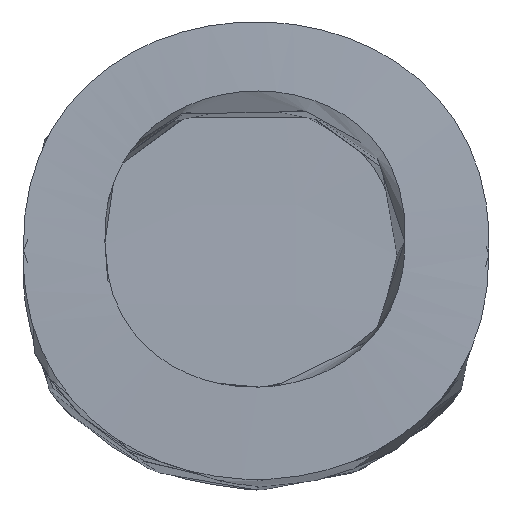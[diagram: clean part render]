
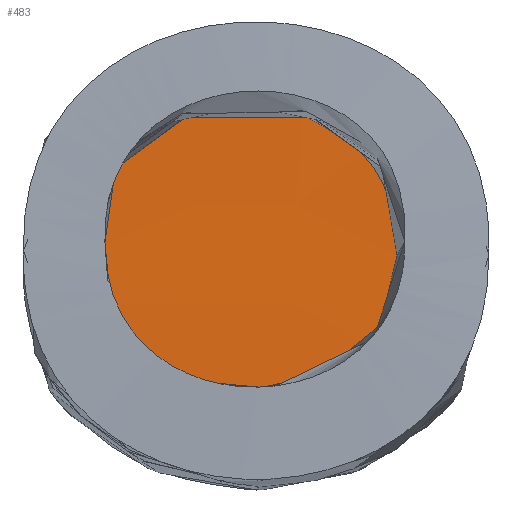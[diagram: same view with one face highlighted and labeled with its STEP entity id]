
A CAD part, top view. The second image highlights one B-rep face of the part: STEP entity #483.
In plain terms, the highlighted free-form (B-spline) face has degree [3, 3] with [4, 4] control points.
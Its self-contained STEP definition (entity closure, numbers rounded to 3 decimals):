
#167 = B_SPLINE_SURFACE_WITH_KNOTS('',3,3,(
    (#168,#169,#170,#171)
    ,(#172,#173,#174,#175)
    ,(#176,#177,#178,#179)
    ,(#180,#181,#182,#183
    )),.UNSPECIFIED.,.F.,.F.,.F.,(4,4),(4,4),(0.,1.),(0.,1.),
  .PIECEWISE_BEZIER_KNOTS.);
#168 = CARTESIAN_POINT('',(0.072,0.,
    0.998));
#169 = CARTESIAN_POINT('',(0.075,-0.001,
    0.644));
#170 = CARTESIAN_POINT('',(0.076,0.001,
    0.295));
#171 = CARTESIAN_POINT('',(0.075,-0.003,
    -0.061));
#172 = CARTESIAN_POINT('',(0.07,0.091,
    1.001));
#173 = CARTESIAN_POINT('',(0.072,0.099,
    0.649));
#174 = CARTESIAN_POINT('',(0.07,0.091,
    0.294));
#175 = CARTESIAN_POINT('',(0.071,0.094,
    -0.057));
#176 = CARTESIAN_POINT('',(-0.078,0.095,
    0.998));
#177 = CARTESIAN_POINT('',(-0.078,0.086,
    0.644));
#178 = CARTESIAN_POINT('',(-0.08,0.09,
    0.293));
#179 = CARTESIAN_POINT('',(-0.079,0.091,
    -0.061));
#180 = CARTESIAN_POINT('',(-0.076,-0.007,
    0.998));
#181 = CARTESIAN_POINT('',(-0.077,-0.002,
    0.645));
#182 = CARTESIAN_POINT('',(-0.073,-0.002,
    0.29));
#183 = CARTESIAN_POINT('',(-0.074,-0.006,
    -0.062));
#209 = B_SPLINE_SURFACE_WITH_KNOTS('',3,3,(
    (#210,#211,#212,#213)
    ,(#214,#215,#216,#217)
    ,(#218,#219,#220,#221)
    ,(#222,#223,#224,#225
    )),.UNSPECIFIED.,.F.,.F.,.F.,(4,4),(4,4),(0.,1.),(0.,1.),
  .PIECEWISE_BEZIER_KNOTS.);
#210 = CARTESIAN_POINT('',(-0.075,0.004,
    0.991));
#211 = CARTESIAN_POINT('',(-0.075,0.004,
    0.646));
#212 = CARTESIAN_POINT('',(-0.071,0.005,
    0.291));
#213 = CARTESIAN_POINT('',(-0.07,0.008,
    -0.057));
#214 = CARTESIAN_POINT('',(-0.074,-0.083,
    0.998));
#215 = CARTESIAN_POINT('',(-0.07,-0.087,
    0.642));
#216 = CARTESIAN_POINT('',(-0.076,-0.083,
    0.294));
#217 = CARTESIAN_POINT('',(-0.07,-0.086,
    -0.054));
#218 = CARTESIAN_POINT('',(0.066,-0.086,
    0.996));
#219 = CARTESIAN_POINT('',(0.07,-0.078,
    0.641));
#220 = CARTESIAN_POINT('',(0.068,-0.082,
    0.302));
#221 = CARTESIAN_POINT('',(0.068,-0.084,
    -0.055));
#222 = CARTESIAN_POINT('',(0.069,0.005,
    0.989));
#223 = CARTESIAN_POINT('',(0.07,-0.001,
    0.65));
#224 = CARTESIAN_POINT('',(0.074,0.005,
    0.292));
#225 = CARTESIAN_POINT('',(0.072,0.008,
    -0.053));
#387 = VERTEX_POINT('',#388);
#388 = CARTESIAN_POINT('',(-0.072,0.003,
    -0.056));
#411 = EDGE_CURVE('',#412,#387,#414,.T.);
#412 = VERTEX_POINT('',#413);
#413 = CARTESIAN_POINT('',(0.066,0.001,
    -0.057));
#414 = SURFACE_CURVE('',#415,(#420,#429),.PCURVE_S1.);
#415 = B_SPLINE_CURVE_WITH_KNOTS('',3,(#416,#417,#418,#419),
  .UNSPECIFIED.,.F.,.F.,(4,4),(0.,1.),.PIECEWISE_BEZIER_KNOTS.);
#416 = CARTESIAN_POINT('',(0.066,0.001,
    -0.057));
#417 = CARTESIAN_POINT('',(0.07,0.09,
    -0.056));
#418 = CARTESIAN_POINT('',(-0.073,0.093,
    -0.056));
#419 = CARTESIAN_POINT('',(-0.072,0.003,
    -0.056));
#420 = PCURVE('',#167,#421);
#421 = DEFINITIONAL_REPRESENTATION('',(#422),#428);
#422 = B_SPLINE_CURVE_WITH_KNOTS('',4,(#423,#424,#425,#426,#427),
  .UNSPECIFIED.,.F.,.F.,(5,5),(0.,1.),.PIECEWISE_BEZIER_KNOTS.);
#423 = CARTESIAN_POINT('',(0.017,0.996));
#424 = CARTESIAN_POINT('',(0.255,0.996));
#425 = CARTESIAN_POINT('',(0.513,0.996));
#426 = CARTESIAN_POINT('',(0.72,0.995));
#427 = CARTESIAN_POINT('',(0.969,0.995));
#428 = ( GEOMETRIC_REPRESENTATION_CONTEXT(2) 
PARAMETRIC_REPRESENTATION_CONTEXT() REPRESENTATION_CONTEXT('2D SPACE',''
  ) );
#429 = PCURVE('',#430,#447);
#430 = B_SPLINE_SURFACE_WITH_KNOTS('',3,3,(
    (#431,#432,#433,#434)
    ,(#435,#436,#437,#438)
    ,(#439,#440,#441,#442)
    ,(#443,#444,#445,#446
    )),.UNSPECIFIED.,.F.,.F.,.F.,(4,4),(4,4),(0.,1.),(0.,1.),
  .PIECEWISE_BEZIER_KNOTS.);
#431 = CARTESIAN_POINT('',(-0.073,-0.072,
    -0.056));
#432 = CARTESIAN_POINT('',(-0.073,-0.022,
    -0.056));
#433 = CARTESIAN_POINT('',(-0.073,0.025,
    -0.057));
#434 = CARTESIAN_POINT('',(-0.073,0.074,
    -0.057));
#435 = CARTESIAN_POINT('',(-0.025,-0.071,
    -0.056));
#436 = CARTESIAN_POINT('',(-0.025,-0.023,
    -0.055));
#437 = CARTESIAN_POINT('',(-0.024,0.027,
    -0.057));
#438 = CARTESIAN_POINT('',(-0.024,0.074,
    -0.056));
#439 = CARTESIAN_POINT('',(0.024,-0.071,
    -0.056));
#440 = CARTESIAN_POINT('',(0.024,-0.023,
    -0.056));
#441 = CARTESIAN_POINT('',(0.024,0.026,
    -0.056));
#442 = CARTESIAN_POINT('',(0.025,0.075,
    -0.057));
#443 = CARTESIAN_POINT('',(0.073,-0.072,
    -0.057));
#444 = CARTESIAN_POINT('',(0.073,-0.023,
    -0.056));
#445 = CARTESIAN_POINT('',(0.073,0.026,
    -0.056));
#446 = CARTESIAN_POINT('',(0.073,0.074,
    -0.057));
#447 = DEFINITIONAL_REPRESENTATION('',(#448),#454);
#448 = B_SPLINE_CURVE_WITH_KNOTS('',4,(#449,#450,#451,#452,#453),
  .UNSPECIFIED.,.F.,.F.,(5,5),(0.,1.),.PIECEWISE_BEZIER_KNOTS.);
#449 = CARTESIAN_POINT('',(0.951,0.496));
#450 = CARTESIAN_POINT('',(0.969,0.956));
#451 = CARTESIAN_POINT('',(0.484,1.115));
#452 = CARTESIAN_POINT('',(0.,0.977));
#453 = CARTESIAN_POINT('',(0.01,0.511));
#454 = ( GEOMETRIC_REPRESENTATION_CONTEXT(2) 
PARAMETRIC_REPRESENTATION_CONTEXT() REPRESENTATION_CONTEXT('2D SPACE',''
  ) );
#483 = ADVANCED_FACE('',(#484),#430,.T.);
#484 = FACE_BOUND('',#485,.T.);
#485 = EDGE_LOOP('',(#486,#529));
#486 = ORIENTED_EDGE('',*,*,#487,.T.);
#487 = EDGE_CURVE('',#387,#412,#488,.T.);
#488 = SURFACE_CURVE('',#489,(#494,#523),.PCURVE_S1.);
#489 = B_SPLINE_CURVE_WITH_KNOTS('',3,(#490,#491,#492,#493),
  .UNSPECIFIED.,.F.,.F.,(4,4),(0.,1.),.PIECEWISE_BEZIER_KNOTS.);
#490 = CARTESIAN_POINT('',(-0.072,0.003,
    -0.056));
#491 = CARTESIAN_POINT('',(-0.074,-0.088,
    -0.056));
#492 = CARTESIAN_POINT('',(0.068,-0.091,
    -0.057));
#493 = CARTESIAN_POINT('',(0.066,0.001,
    -0.057));
#494 = PCURVE('',#430,#495);
#495 = DEFINITIONAL_REPRESENTATION('',(#496),#522);
#496 = B_SPLINE_CURVE_WITH_KNOTS('',3,(#497,#498,#499,#500,#501,#502,
    #503,#504,#505,#506,#507,#508,#509,#510,#511,#512,#513,#514,#515,
    #516,#517,#518,#519,#520,#521),.UNSPECIFIED.,.F.,.F.,(4,1,1,1,1,1,1,
    1,1,1,1,1,1,1,1,1,1,1,1,1,1,1,4),(0.,0.045,
    0.091,0.136,0.182,0.227,
    0.273,0.318,0.364,0.409,
    0.455,0.5,0.545,0.591,0.636,
    0.682,0.727,0.773,0.818,
    0.864,0.909,0.955,1.),
  .QUASI_UNIFORM_KNOTS.);
#497 = CARTESIAN_POINT('',(0.01,0.511));
#498 = CARTESIAN_POINT('',(0.009,0.482));
#499 = CARTESIAN_POINT('',(0.012,0.428));
#500 = CARTESIAN_POINT('',(0.027,0.354));
#501 = CARTESIAN_POINT('',(0.052,0.288));
#502 = CARTESIAN_POINT('',(0.086,0.229));
#503 = CARTESIAN_POINT('',(0.128,0.178));
#504 = CARTESIAN_POINT('',(0.177,0.135));
#505 = CARTESIAN_POINT('',(0.231,0.099));
#506 = CARTESIAN_POINT('',(0.29,0.071));
#507 = CARTESIAN_POINT('',(0.352,0.05));
#508 = CARTESIAN_POINT('',(0.416,0.037));
#509 = CARTESIAN_POINT('',(0.481,0.032));
#510 = CARTESIAN_POINT('',(0.546,0.035));
#511 = CARTESIAN_POINT('',(0.61,0.045));
#512 = CARTESIAN_POINT('',(0.671,0.064));
#513 = CARTESIAN_POINT('',(0.729,0.09));
#514 = CARTESIAN_POINT('',(0.783,0.124));
#515 = CARTESIAN_POINT('',(0.832,0.166));
#516 = CARTESIAN_POINT('',(0.874,0.216));
#517 = CARTESIAN_POINT('',(0.908,0.274));
#518 = CARTESIAN_POINT('',(0.933,0.339));
#519 = CARTESIAN_POINT('',(0.948,0.413));
#520 = CARTESIAN_POINT('',(0.951,0.467));
#521 = CARTESIAN_POINT('',(0.951,0.496));
#522 = ( GEOMETRIC_REPRESENTATION_CONTEXT(2) 
PARAMETRIC_REPRESENTATION_CONTEXT() REPRESENTATION_CONTEXT('2D SPACE',''
  ) );
#523 = PCURVE('',#209,#524);
#524 = DEFINITIONAL_REPRESENTATION('',(#525),#528);
#525 = B_SPLINE_CURVE_WITH_KNOTS('',1,(#526,#527),.UNSPECIFIED.,.F.,.F.,
  (2,2),(0.,1.),.PIECEWISE_BEZIER_KNOTS.);
#526 = CARTESIAN_POINT('',(0.019,1.));
#527 = CARTESIAN_POINT('',(0.969,1.003));
#528 = ( GEOMETRIC_REPRESENTATION_CONTEXT(2) 
PARAMETRIC_REPRESENTATION_CONTEXT() REPRESENTATION_CONTEXT('2D SPACE',''
  ) );
#529 = ORIENTED_EDGE('',*,*,#411,.T.);
